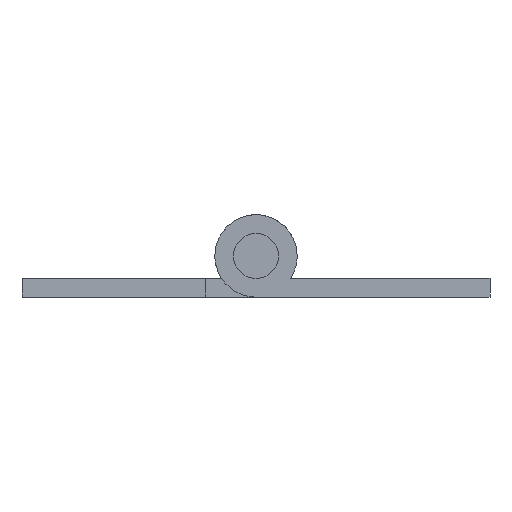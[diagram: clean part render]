
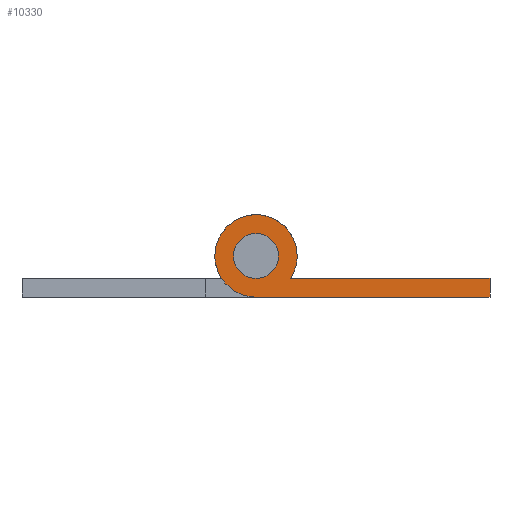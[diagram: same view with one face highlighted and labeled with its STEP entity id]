
A CAD part, front view. The second image highlights one B-rep face of the part: STEP entity #10330.
In plain terms, the highlighted planar face has unit normal (0, -1, 0).
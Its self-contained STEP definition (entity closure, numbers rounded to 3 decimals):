
#6979 = CARTESIAN_POINT ( 'NONE',  ( 0., -300., -1.2 ) ) ;
#6980 = DIRECTION ( 'NONE',  ( 0., 0., 1. ) ) ;
#6981 = DIRECTION ( 'NONE',  ( 0., 1., 0. ) ) ;
#6982 = CARTESIAN_POINT ( 'NONE',  ( 0., -300., 0. ) ) ;
#6983 = AXIS2_PLACEMENT_3D ( 'NONE', #6982, #6981, #6980 ) ;
#6984 = CIRCLE ( 'NONE', #6983, 1.2 ) ;
#6985 = CARTESIAN_POINT ( 'NONE',  ( 0., -300., 1.2 ) ) ;
#7639 = CIRCLE ( 'NONE', #7702, 1.2 ) ;
#7655 = CARTESIAN_POINT ( 'NONE',  ( 12.5, -300., -1.2 ) ) ;
#7656 = DIRECTION ( 'NONE',  ( 0., 0., -1. ) ) ;
#7657 = VECTOR ( 'NONE', #7656, 1000. ) ;
#7658 = CARTESIAN_POINT ( 'NONE',  ( 12.5, -300., -2.2 ) ) ;
#7659 = LINE ( 'NONE', #7658, #7657 ) ;
#7670 = CARTESIAN_POINT ( 'NONE',  ( 1.844, -300., -1.2 ) ) ;
#7671 = CARTESIAN_POINT ( 'NONE',  ( 0., -300., -2.2 ) ) ;
#7672 = DIRECTION ( 'NONE',  ( 0., 0., 1. ) ) ;
#7673 = DIRECTION ( 'NONE',  ( 0., 1., 0. ) ) ;
#7674 = AXIS2_PLACEMENT_3D ( 'NONE', #7680, #7673, #7672 ) ;
#7675 = CIRCLE ( 'NONE', #7674, 2.2 ) ;
#7680 = CARTESIAN_POINT ( 'NONE',  ( 0., -300., 0. ) ) ;
#7699 = DIRECTION ( 'NONE',  ( 0., 0., 1. ) ) ;
#7700 = DIRECTION ( 'NONE',  ( 0., 1., 0. ) ) ;
#7701 = CARTESIAN_POINT ( 'NONE',  ( 0., -300., 0. ) ) ;
#7702 = AXIS2_PLACEMENT_3D ( 'NONE', #7701, #7700, #7699 ) ;
#7735 = LINE ( 'NONE', #7798, #7797 ) ;
#7736 = CARTESIAN_POINT ( 'NONE',  ( 12.5, -300., -2.2 ) ) ;
#7765 = DIRECTION ( 'NONE',  ( 0., 1., 0. ) ) ;
#7766 = CARTESIAN_POINT ( 'NONE',  ( 0., -300., 0. ) ) ;
#7767 = AXIS2_PLACEMENT_3D ( 'NONE', #7766, #7765, #7827 ) ;
#7768 = PLANE ( 'NONE',  #7767 ) ;
#7769 = FACE_BOUND ( 'NONE', #10314, .T. ) ;
#7770 = FACE_OUTER_BOUND ( 'NONE', #10250, .T. ) ;
#7792 = DIRECTION ( 'NONE',  ( -1., 0., 0. ) ) ;
#7793 = VECTOR ( 'NONE', #7792, 1000. ) ;
#7794 = CARTESIAN_POINT ( 'NONE',  ( 0., -300., -2.2 ) ) ;
#7795 = LINE ( 'NONE', #7794, #7793 ) ;
#7796 = DIRECTION ( 'NONE',  ( 1., 0., 0. ) ) ;
#7797 = VECTOR ( 'NONE', #7796, 1000. ) ;
#7798 = CARTESIAN_POINT ( 'NONE',  ( 12.5, -300., -1.2 ) ) ;
#7827 = DIRECTION ( 'NONE',  ( 0., 0., 1. ) ) ;
#9924 = VERTEX_POINT ( 'NONE', #6985 ) ;
#9926 = EDGE_CURVE ( 'NONE', #9927, #9924, #6984, .T. ) ;
#9927 = VERTEX_POINT ( 'NONE', #6979 ) ;
#10250 = EDGE_LOOP ( 'NONE', ( #10251, #10309, #10311, #10312 ) ) ;
#10251 = ORIENTED_EDGE ( 'NONE', *, *, #10252, .F. ) ;
#10252 = EDGE_CURVE ( 'NONE', #10253, #10308, #7659, .T. ) ;
#10253 = VERTEX_POINT ( 'NONE', #7655 ) ;
#10262 = EDGE_CURVE ( 'NONE', #9924, #9927, #7639, .T. ) ;
#10274 = EDGE_CURVE ( 'NONE', #10275, #10276, #7675, .T. ) ;
#10275 = VERTEX_POINT ( 'NONE', #7671 ) ;
#10276 = VERTEX_POINT ( 'NONE', #7670 ) ;
#10308 = VERTEX_POINT ( 'NONE', #7736 ) ;
#10309 = ORIENTED_EDGE ( 'NONE', *, *, #10310, .F. ) ;
#10310 = EDGE_CURVE ( 'NONE', #10276, #10253, #7735, .T. ) ;
#10311 = ORIENTED_EDGE ( 'NONE', *, *, #10274, .F. ) ;
#10312 = ORIENTED_EDGE ( 'NONE', *, *, #10313, .F. ) ;
#10313 = EDGE_CURVE ( 'NONE', #10308, #10275, #7795, .T. ) ;
#10314 = EDGE_LOOP ( 'NONE', ( #10315, #10316 ) ) ;
#10315 = ORIENTED_EDGE ( 'NONE', *, *, #9926, .T. ) ;
#10316 = ORIENTED_EDGE ( 'NONE', *, *, #10262, .T. ) ;
#10330 = ADVANCED_FACE ( 'NONE', ( #7770, #7769 ), #7768, .F. ) ;
